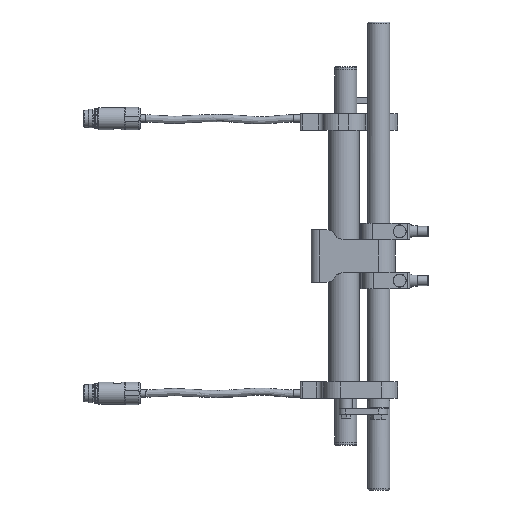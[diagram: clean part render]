
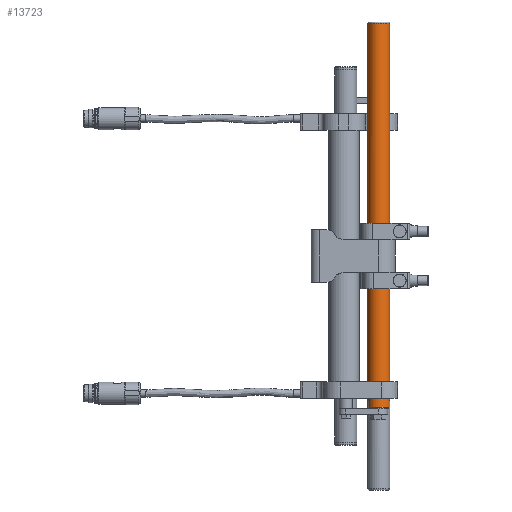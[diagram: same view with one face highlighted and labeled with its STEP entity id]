
A CAD part, left-side view. The second image highlights one B-rep face of the part: STEP entity #13723.
In plain terms, the highlighted cylindrical face has radius 10 mm (diameter 20 mm), a full revolution.
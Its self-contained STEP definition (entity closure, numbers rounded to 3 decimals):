
#125 = VERTEX_POINT ( 'NONE', #13680 ) ;
#132 = ORIENTED_EDGE ( 'NONE', *, *, #10354, .T. ) ;
#253 = EDGE_CURVE ( 'NONE', #19016, #21818, #11884, .T. ) ;
#584 = LINE ( 'NONE', #20313, #11841 ) ;
#846 = AXIS2_PLACEMENT_3D ( 'NONE', #7229, #2213, #5593 ) ;
#1011 = EDGE_CURVE ( 'NONE', #9433, #19016, #2635, .T. ) ;
#1625 = LINE ( 'NONE', #15985, #6269 ) ;
#2213 = DIRECTION ( 'NONE',  ( 0., 0., -1. ) ) ;
#2603 = DIRECTION ( 'NONE',  ( 0., 0., 1. ) ) ;
#2635 = CIRCLE ( 'NONE', #5190, 10. ) ;
#2644 = DIRECTION ( 'NONE',  ( 0., 0., 1. ) ) ;
#2892 = ORIENTED_EDGE ( 'NONE', *, *, #3450, .T. ) ;
#3450 = EDGE_CURVE ( 'NONE', #19631, #125, #8976, .T. ) ;
#3904 = VERTEX_POINT ( 'NONE', #16103 ) ;
#4317 = CARTESIAN_POINT ( 'NONE',  ( -10.357, -1.557, 6.662 ) ) ;
#4447 = CARTESIAN_POINT ( 'NONE',  ( 0., 0., 0. ) ) ;
#4985 = FACE_OUTER_BOUND ( 'NONE', #10595, .T. ) ;
#5190 = AXIS2_PLACEMENT_3D ( 'NONE', #8772, #14060, #10331 ) ;
#5218 = FACE_OUTER_BOUND ( 'NONE', #17844, .T. ) ;
#5284 = CARTESIAN_POINT ( 'NONE',  ( -9., 4.359, 0. ) ) ;
#5593 = DIRECTION ( 'NONE',  ( 1., 0., 0. ) ) ;
#5711 = CARTESIAN_POINT ( 'NONE',  ( 9., 4.359, 6. ) ) ;
#6269 = VECTOR ( 'NONE', #10748, 1000. ) ;
#6387 = ORIENTED_EDGE ( 'NONE', *, *, #253, .T. ) ;
#7133 = CARTESIAN_POINT ( 'NONE',  ( 10., 0., 351. ) ) ;
#7229 = CARTESIAN_POINT ( 'NONE',  ( 0., 0., 351. ) ) ;
#7699 = DIRECTION ( 'NONE',  ( 0., 0., -1. ) ) ;
#7709 = CARTESIAN_POINT ( 'NONE',  ( -9., -4.359, 6. ) ) ;
#7722 = VERTEX_POINT ( 'NONE', #15558 ) ;
#8021 = ORIENTED_EDGE ( 'NONE', *, *, #22305, .F. ) ;
#8108 = ORIENTED_EDGE ( 'NONE', *, *, #22511, .T. ) ;
#8772 = CARTESIAN_POINT ( 'NONE',  ( 0., 0., 0. ) ) ;
#8865 = EDGE_CURVE ( 'NONE', #7722, #9433, #584, .T. ) ;
#8888 = VERTEX_POINT ( 'NONE', #7133 ) ;
#8943 =( BOUNDED_CURVE ( )  B_SPLINE_CURVE ( 3, ( #7709, #4317, #20325, #9835 ),
 .UNSPECIFIED., .F., .T. ) 
 B_SPLINE_CURVE_WITH_KNOTS ( ( 4, 4 ),
 ( 2.691, 3.593 ),
 .UNSPECIFIED. ) 
 CURVE ( )  GEOMETRIC_REPRESENTATION_ITEM ( )  RATIONAL_B_SPLINE_CURVE ( ( 1., 0.933, 0.933, 1. ) ) 
 REPRESENTATION_ITEM ( '' )  );
#8976 = LINE ( 'NONE', #21455, #9280 ) ;
#9280 = VECTOR ( 'NONE', #21804, 1000. ) ;
#9433 = VERTEX_POINT ( 'NONE', #13092 ) ;
#9835 = CARTESIAN_POINT ( 'NONE',  ( -9., 4.359, 6. ) ) ;
#10220 = CARTESIAN_POINT ( 'NONE',  ( 9., -4.359, 352. ) ) ;
#10331 = DIRECTION ( 'NONE',  ( 1., 0., 0. ) ) ;
#10354 = EDGE_CURVE ( 'NONE', #3904, #19631, #20464, .T. ) ;
#10595 = EDGE_LOOP ( 'NONE', ( #19839, #8108, #132, #2892, #8021, #17759, #21587, #6387 ) ) ;
#10748 = DIRECTION ( 'NONE',  ( 0., 0., -1. ) ) ;
#10914 = AXIS2_PLACEMENT_3D ( 'NONE', #12159, #19260, #22830 ) ;
#11196 = VECTOR ( 'NONE', #2644, 1000. ) ;
#11841 = VECTOR ( 'NONE', #7699, 1000. ) ;
#11884 = LINE ( 'NONE', #10220, #11196 ) ;
#12159 = CARTESIAN_POINT ( 'NONE',  ( 0., 0., 352. ) ) ;
#12778 = CIRCLE ( 'NONE', #846, 10. ) ;
#12867 = CARTESIAN_POINT ( 'NONE',  ( 10.357, 1.557, 6.662 ) ) ;
#13092 = CARTESIAN_POINT ( 'NONE',  ( -9., -4.359, 0. ) ) ;
#13680 = CARTESIAN_POINT ( 'NONE',  ( -9., 4.359, 6. ) ) ;
#13723 = ADVANCED_FACE ( 'NONE', ( #5218, #4985 ), #15761, .T. ) ;
#14060 = DIRECTION ( 'NONE',  ( 0., 0., 1. ) ) ;
#14947 = VERTEX_POINT ( 'NONE', #18968 ) ;
#15123 = EDGE_CURVE ( 'NONE', #8888, #8888, #12778, .T. ) ;
#15558 = CARTESIAN_POINT ( 'NONE',  ( -9., -4.359, 6. ) ) ;
#15761 = CYLINDRICAL_SURFACE ( 'NONE', #10914, 10. ) ;
#15985 = CARTESIAN_POINT ( 'NONE',  ( 9., 4.359, 352. ) ) ;
#16103 = CARTESIAN_POINT ( 'NONE',  ( 9., 4.359, 0. ) ) ;
#16358 = AXIS2_PLACEMENT_3D ( 'NONE', #4447, #2603, #20675 ) ;
#17274 = ORIENTED_EDGE ( 'NONE', *, *, #15123, .T. ) ;
#17759 = ORIENTED_EDGE ( 'NONE', *, *, #8865, .T. ) ;
#17775 = CARTESIAN_POINT ( 'NONE',  ( 10.357, -1.557, 6.662 ) ) ;
#17844 = EDGE_LOOP ( 'NONE', ( #17274 ) ) ;
#18369 = CARTESIAN_POINT ( 'NONE',  ( 9., -4.359, 6. ) ) ;
#18968 = CARTESIAN_POINT ( 'NONE',  ( 9., 4.359, 6. ) ) ;
#19016 = VERTEX_POINT ( 'NONE', #19845 ) ;
#19242 = CARTESIAN_POINT ( 'NONE',  ( 9., -4.359, 6. ) ) ;
#19260 = DIRECTION ( 'NONE',  ( 0., 0., -1. ) ) ;
#19631 = VERTEX_POINT ( 'NONE', #5284 ) ;
#19839 = ORIENTED_EDGE ( 'NONE', *, *, #22944, .F. ) ;
#19845 = CARTESIAN_POINT ( 'NONE',  ( 9., -4.359, 0. ) ) ;
#20313 = CARTESIAN_POINT ( 'NONE',  ( -9., -4.359, 352. ) ) ;
#20325 = CARTESIAN_POINT ( 'NONE',  ( -10.357, 1.557, 6.662 ) ) ;
#20464 = CIRCLE ( 'NONE', #16358, 10. ) ;
#20675 = DIRECTION ( 'NONE',  ( 1., 0., 0. ) ) ;
#21455 = CARTESIAN_POINT ( 'NONE',  ( -9., 4.359, 352. ) ) ;
#21587 = ORIENTED_EDGE ( 'NONE', *, *, #1011, .T. ) ;
#21804 = DIRECTION ( 'NONE',  ( 0., 0., 1. ) ) ;
#21818 = VERTEX_POINT ( 'NONE', #19242 ) ;
#22305 = EDGE_CURVE ( 'NONE', #7722, #125, #8943, .T. ) ;
#22504 =( BOUNDED_CURVE ( )  B_SPLINE_CURVE ( 3, ( #5711, #12867, #17775, #18369 ),
 .UNSPECIFIED., .F., .T. ) 
 B_SPLINE_CURVE_WITH_KNOTS ( ( 4, 4 ),
 ( 2.691, 3.593 ),
 .UNSPECIFIED. ) 
 CURVE ( )  GEOMETRIC_REPRESENTATION_ITEM ( )  RATIONAL_B_SPLINE_CURVE ( ( 1., 0.933, 0.933, 1. ) ) 
 REPRESENTATION_ITEM ( '' )  );
#22511 = EDGE_CURVE ( 'NONE', #14947, #3904, #1625, .T. ) ;
#22830 = DIRECTION ( 'NONE',  ( -1., 0., 0. ) ) ;
#22944 = EDGE_CURVE ( 'NONE', #14947, #21818, #22504, .T. ) ;
